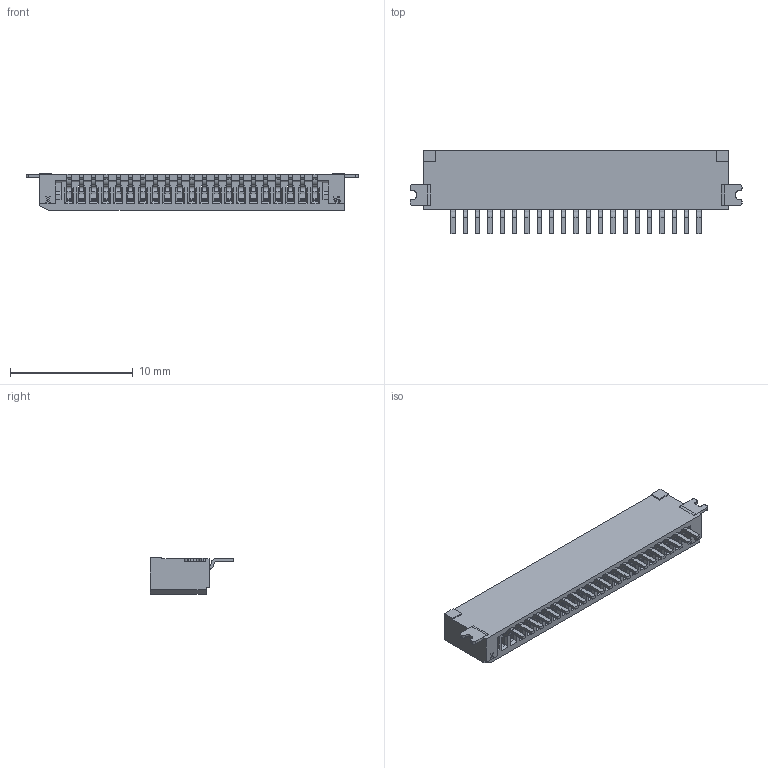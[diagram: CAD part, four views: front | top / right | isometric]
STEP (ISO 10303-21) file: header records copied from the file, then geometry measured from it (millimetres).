
FILE_DESCRIPTION (( 'STEP AP214' ), '1' );
FILE_NAME ('F519-1A7A1-11021-E200.STEP', '2021-01-05T09:36:43', ( '' ), ( '' ), 'SwSTEP 2.0', 'SolidWorks 2020', '' );
FILE_SCHEMA (( 'AUTOMOTIVE_DESIGN' ));
Length unit declared in the file: millimetre
Products named in the file (1): F519-1A7A1-11021-E200
Bounding box: 27 x 6.8 x 3 mm (x, y, z)
Volume: 255.4 mm3; surface area: 920.3 mm2
Topology: 1 solids, 3 shells, 1472 faces, 3972 edges, 2544 vertices
Faces by surface type: plane 872, cylinder 420, torus 126, bspline 54
Entity records: 48935 total; most frequent: CARTESIAN_POINT 12166, ORIENTED_EDGE 7944, DIRECTION 7315, EDGE_CURVE 3972, LINE 2633, VECTOR 2633, VERTEX_POINT 2544, AXIS2_PLACEMENT_3D 2341
